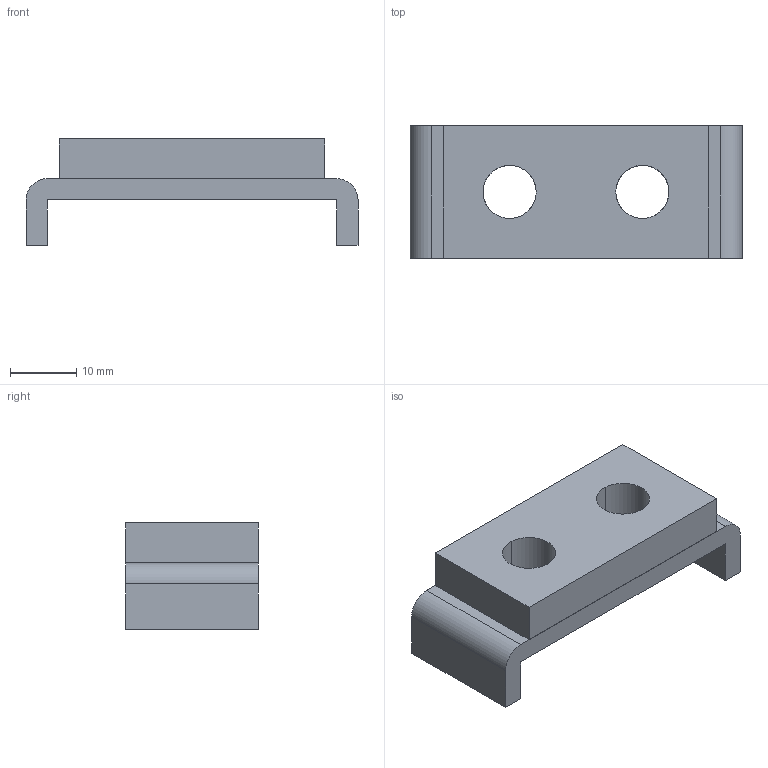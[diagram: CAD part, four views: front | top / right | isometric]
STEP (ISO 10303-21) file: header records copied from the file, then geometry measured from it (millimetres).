
FILE_DESCRIPTION((''),'2;1');
FILE_NAME('','2005-12-14T16:49:31',(''),(''),'','CADfix','');
FILE_SCHEMA(('AUTOMOTIVE_DESIGN'));
Length unit declared in the file: millimetre
Products named in the file (3): terminal; base; TM_230_3_5031_36
Assembly tree (2 placements, depth 2):
  TM_230_3_5031_36
    terminal
    base
Bounding box: 50 x 20 x 16 mm (x, y, z)
Volume: 7855.8 mm3; surface area: 5396.2 mm2
Topology: 2 solids, 2 shells, 26 faces, 82 edges, 60 vertices
Faces by surface type: bspline 26
Entity records: 1003 total; most frequent: CARTESIAN_POINT 463, ORIENTED_EDGE 164, EDGE_CURVE 82, VERTEX_POINT 60, QUASI_UNIFORM_CURVE 46, EDGE_LOOP 34, FACE_OUTER_BOUND 26, ADVANCED_FACE 26
